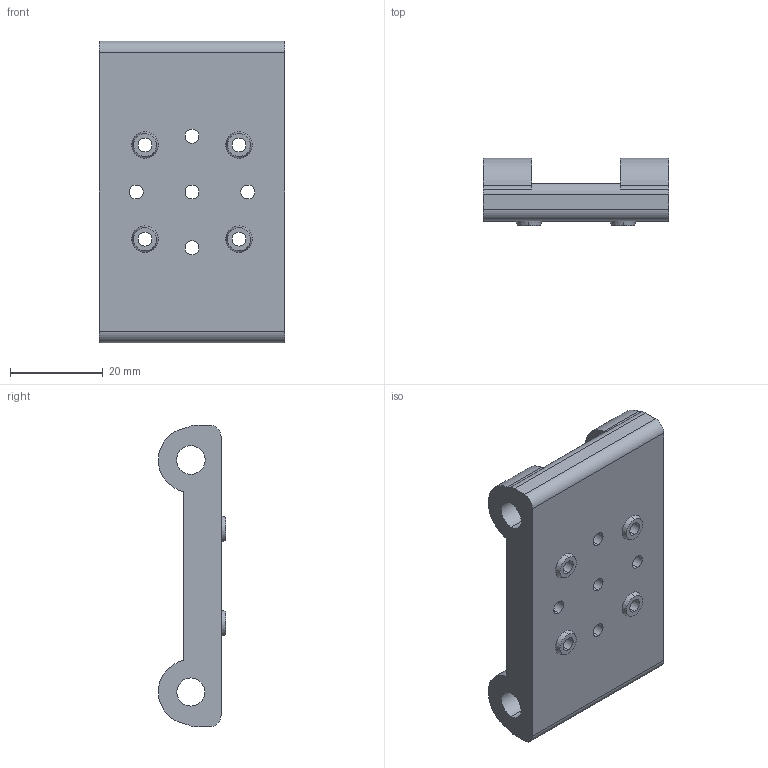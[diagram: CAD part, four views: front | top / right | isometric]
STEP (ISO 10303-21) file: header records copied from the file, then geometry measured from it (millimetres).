
FILE_DESCRIPTION (( 'STEP AP203' ), '1' );
FILE_NAME ('笢陑盓殤狟_Default_sldprt.STEP', '2022-12-01T14:36:30', ( '' ), ( '' ), 'SwSTEP 2.0', 'SolidWorks 2021', '' );
FILE_SCHEMA (( 'CONFIG_CONTROL_DESIGN' ));
Length unit declared in the file: millimetre
Products named in the file (1): 笢陑盓殤狟_Default_sldprt
Bounding box: 40 x 14.5 x 65 mm (x, y, z)
Volume: 18049.7 mm3; surface area: 9465.3 mm2
Topology: 1 solids, 1 shells, 93 faces, 234 edges, 156 vertices
Faces by surface type: cylinder 62, plane 23, cone 8
Entity records: 3001 total; most frequent: DIRECTION 566, CARTESIAN_POINT 484, ORIENTED_EDGE 468, AXIS2_PLACEMENT_3D 238, EDGE_CURVE 234, VERTEX_POINT 156, CIRCLE 144, EDGE_LOOP 132
